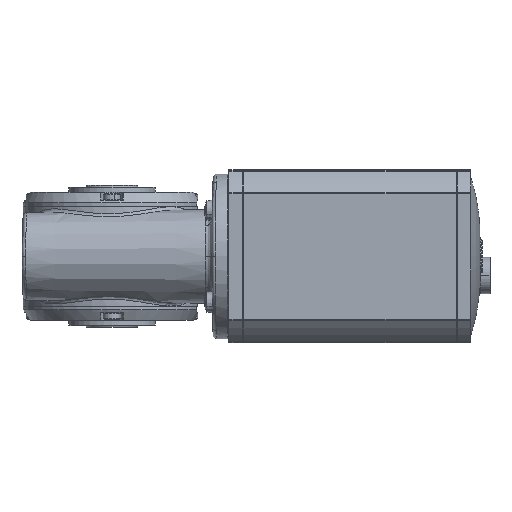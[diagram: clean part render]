
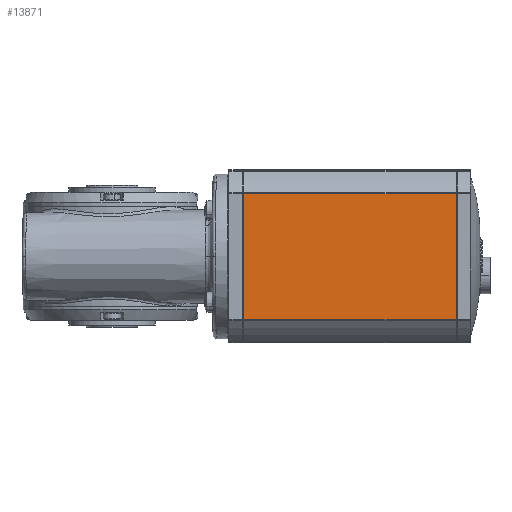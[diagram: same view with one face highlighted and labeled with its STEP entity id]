
A CAD part, front view. The second image highlights one B-rep face of the part: STEP entity #13871.
In plain terms, the highlighted planar face has unit normal (0, -1, 0).
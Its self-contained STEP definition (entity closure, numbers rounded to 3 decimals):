
#5507=EDGE_CURVE('',#10853,#5701,#15656,.T.);
#5701=VERTEX_POINT('',#15928);
#5895=VERTEX_POINT('',#16198);
#9719=VERTEX_POINT('',#21498);
#10853=VERTEX_POINT('',#23106);
#11855=EDGE_CURVE('',#9719,#5701,#24500,.T.);
#13871=ADVANCED_FACE('',(#27253),#27254,.T.);
#14153=EDGE_CURVE('',#9719,#5895,#27644,.T.);
#14935=EDGE_CURVE('',#5895,#10853,#28725,.T.);
#15656=LINE('',#30314,#30315);
#15928=CARTESIAN_POINT('',(188.005,-53.674,47.303));
#16198=CARTESIAN_POINT('',(65.005,-53.674,-25.314));
#21498=CARTESIAN_POINT('',(65.005,-53.674,47.303));
#23106=CARTESIAN_POINT('',(188.005,-53.674,-25.314));
#24500=LINE('',#54632,#54633);
#27253=FACE_OUTER_BOUND('',#62297,.T.);
#27254=PLANE('',#62298);
#27644=LINE('',#63355,#63356);
#28725=LINE('',#66283,#66284);
#30314=CARTESIAN_POINT('',(188.005,-53.674,-7.159));
#30315=VECTOR('',#67914,1.0);
#54632=CARTESIAN_POINT('',(56.505,-53.674,47.303));
#54633=VECTOR('',#87500,1.0);
#62297=EDGE_LOOP('',(#93473,#93474,#93475,#93476));
#62298=AXIS2_PLACEMENT_3D('',#93477,#93478,#93479);
#63355=CARTESIAN_POINT('',(65.005,-53.674,-7.159));
#63356=VECTOR('',#94288,1.0);
#66283=CARTESIAN_POINT('',(56.505,-53.674,-25.314));
#66284=VECTOR('',#96586,1.0);
#67914=DIRECTION('',(0.0,0.0,1.0));
#87500=DIRECTION('',(1.0,0.0,0.0));
#93473=ORIENTED_EDGE('',*,*,#5507,.T.);
#93474=ORIENTED_EDGE('',*,*,#11855,.F.);
#93475=ORIENTED_EDGE('',*,*,#14153,.T.);
#93476=ORIENTED_EDGE('',*,*,#14935,.T.);
#93477=CARTESIAN_POINT('',(56.505,-53.674,-25.314));
#93478=DIRECTION('',(0.0,-1.0,0.0));
#93479=DIRECTION('',(0.0,0.0,-1.0));
#94288=DIRECTION('',(0.0,0.0,-1.0));
#96586=DIRECTION('',(1.0,0.0,0.0));
